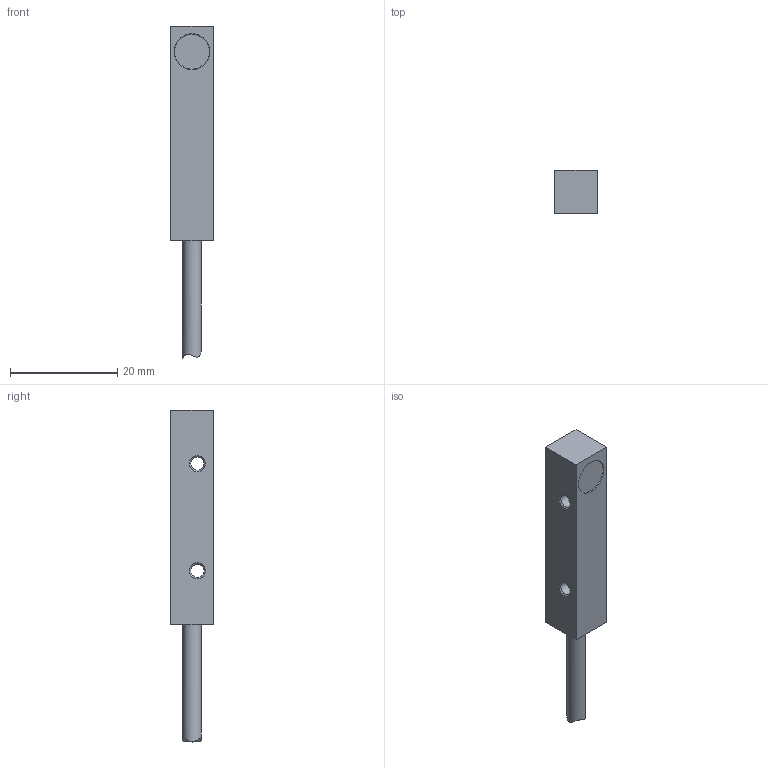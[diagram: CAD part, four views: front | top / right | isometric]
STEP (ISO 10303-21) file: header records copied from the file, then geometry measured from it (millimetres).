
FILE_DESCRIPTION (( 'STEP AP214' ), '1' );
FILE_NAME ('CR8-AN-2A.STEP', '2022-06-16T10:05:47', ( '' ), ( '' ), 'SwSTEP 2.0', 'SolidWorks 2021', '' );
FILE_SCHEMA (( 'AUTOMOTIVE_DESIGN' ));
Length unit declared in the file: inch
Products named in the file (1): CR8-AN-2A
Bounding box: 8 x 8 x 61.92 mm (x, y, z)
Volume: 2682.9 mm3; surface area: 1761.5 mm2
Topology: 1 solids, 1 shells, 21 faces, 43 edges, 28 vertices
Faces by surface type: plane 9, cone 6, cylinder 5, bspline 1
Full cylindrical faces by diameter (mm): 2.5 x2, 3.5 x1, 6.766 x1, 6.865 x1
Entity records: 606 total; most frequent: CARTESIAN_POINT 164, DIRECTION 86, ORIENTED_EDGE 58, EDGE_LOOP 40, AXIS2_PLACEMENT_3D 37, EDGE_CURVE 29, FACE_OUTER_BOUND 26, VERTEX_POINT 25
